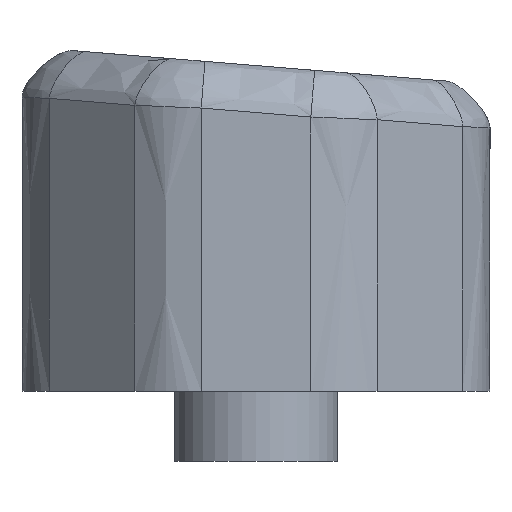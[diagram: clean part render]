
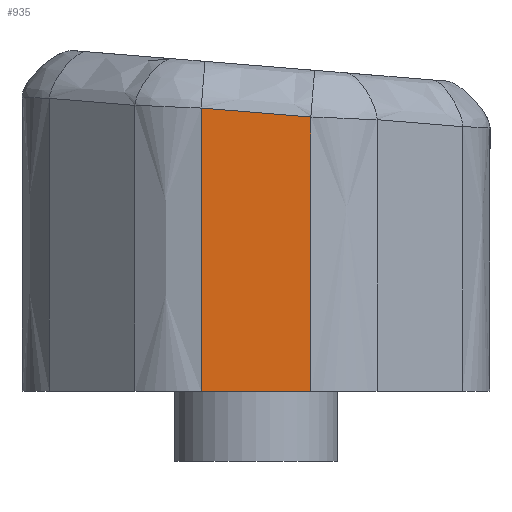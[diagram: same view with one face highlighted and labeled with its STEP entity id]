
A CAD part, left-side view. The second image highlights one B-rep face of the part: STEP entity #935.
In plain terms, the highlighted planar face has unit normal (-1, 0, 0).
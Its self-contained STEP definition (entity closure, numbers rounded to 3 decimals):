
#25 = CARTESIAN_POINT ( 'NONE',  ( -379.906, -62.824, 11.719 ) ) ;
#30 = CARTESIAN_POINT ( 'NONE',  ( -379.906, -56.481, 50.8 ) ) ;
#130 = EDGE_CURVE ( 'NONE', #1547, #1053, #1395, .T. ) ;
#244 = CARTESIAN_POINT ( 'NONE',  ( -379.906, -58.138, 12.101 ) ) ;
#272 = FACE_OUTER_BOUND ( 'NONE', #2705, .T. ) ;
#460 = VERTEX_POINT ( 'NONE', #244 ) ;
#488 = CARTESIAN_POINT ( 'NONE',  ( -379.906, -62.824, 0. ) ) ;
#506 = CARTESIAN_POINT ( 'NONE',  ( -379.906, -58.138, 0. ) ) ;
#545 = DIRECTION ( 'NONE',  ( 1., 0., 0. ) ) ;
#556 = CARTESIAN_POINT ( 'NONE',  ( -379.906, -58.138, 0. ) ) ;
#575 = ORIENTED_EDGE ( 'NONE', *, *, #1149, .T. ) ;
#879 = CARTESIAN_POINT ( 'NONE',  ( -379.906, -59.7, 11.974 ) ) ;
#903 = LINE ( 'NONE', #1591, #2389 ) ;
#935 = ADVANCED_FACE ( 'NONE', ( #272 ), #2289, .F. ) ;
#1053 = VERTEX_POINT ( 'NONE', #25 ) ;
#1102 = DIRECTION ( 'NONE',  ( 0., -1., 0. ) ) ;
#1149 = EDGE_CURVE ( 'NONE', #1566, #1547, #903, .T. ) ;
#1319 = CARTESIAN_POINT ( 'NONE',  ( -379.906, -62.824, 11.719 ) ) ;
#1357 = CARTESIAN_POINT ( 'NONE',  ( -379.906, -58.138, 12.101 ) ) ;
#1395 = B_SPLINE_CURVE_WITH_KNOTS ( 'NONE', 3,
 ( #488, #3048, #2761, #3016 ),
 .UNSPECIFIED., .F., .F.,
 ( 4, 4 ),
 ( 0., 0.854 ),
 .UNSPECIFIED. ) ;
#1415 = ORIENTED_EDGE ( 'NONE', *, *, #130, .T. ) ;
#1545 = DIRECTION ( 'NONE',  ( 0., 0., -1. ) ) ;
#1547 = VERTEX_POINT ( 'NONE', #1896 ) ;
#1566 = VERTEX_POINT ( 'NONE', #506 ) ;
#1591 = CARTESIAN_POINT ( 'NONE',  ( -379.906, -56.481, 0. ) ) ;
#1826 = CARTESIAN_POINT ( 'NONE',  ( -379.906, -58.138, 12.101 ) ) ;
#1859 = ORIENTED_EDGE ( 'NONE', *, *, #2817, .T. ) ;
#1896 = CARTESIAN_POINT ( 'NONE',  ( -379.906, -62.824, 0. ) ) ;
#2208 = B_SPLINE_CURVE_WITH_KNOTS ( 'NONE', 3,
 ( #1357, #2315, #2613, #556 ),
 .UNSPECIFIED., .F., .F.,
 ( 4, 4 ),
 ( 0.142, 1. ),
 .UNSPECIFIED. ) ;
#2289 = PLANE ( 'NONE',  #2916 ) ;
#2315 = CARTESIAN_POINT ( 'NONE',  ( -379.906, -58.138, 8.067 ) ) ;
#2360 = CARTESIAN_POINT ( 'NONE',  ( -379.906, -61.262, 11.846 ) ) ;
#2389 = VECTOR ( 'NONE', #1102, 1000. ) ;
#2473 = EDGE_CURVE ( 'NONE', #460, #1566, #2208, .T. ) ;
#2516 = ORIENTED_EDGE ( 'NONE', *, *, #2473, .T. ) ;
#2613 = CARTESIAN_POINT ( 'NONE',  ( -379.906, -58.138, 4.034 ) ) ;
#2705 = EDGE_LOOP ( 'NONE', ( #1415, #1859, #2516, #575 ) ) ;
#2761 = CARTESIAN_POINT ( 'NONE',  ( -379.906, -62.824, 7.813 ) ) ;
#2794 = B_SPLINE_CURVE_WITH_KNOTS ( 'NONE', 3,
 ( #1319, #2360, #879, #1826 ),
 .UNSPECIFIED., .F., .F.,
 ( 4, 4 ),
 ( 0., 1. ),
 .UNSPECIFIED. ) ;
#2817 = EDGE_CURVE ( 'NONE', #1053, #460, #2794, .T. ) ;
#2916 = AXIS2_PLACEMENT_3D ( 'NONE', #30, #545, #1545 ) ;
#3016 = CARTESIAN_POINT ( 'NONE',  ( -379.906, -62.824, 11.719 ) ) ;
#3048 = CARTESIAN_POINT ( 'NONE',  ( -379.906, -62.824, 3.906 ) ) ;
